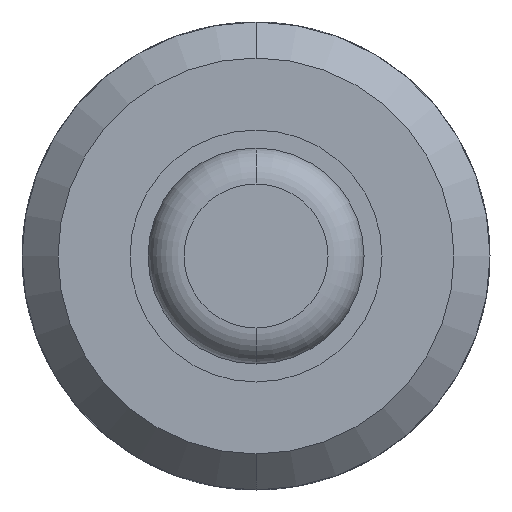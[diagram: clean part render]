
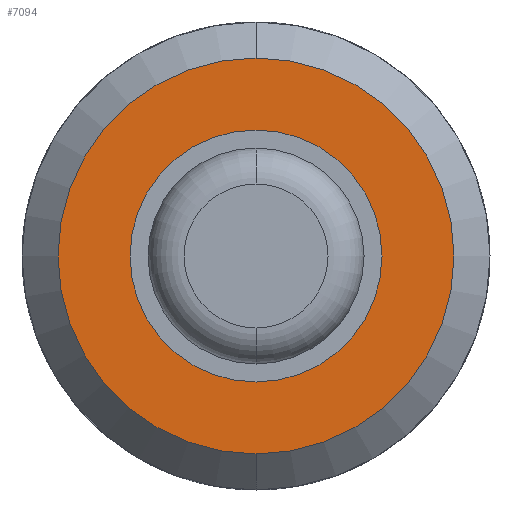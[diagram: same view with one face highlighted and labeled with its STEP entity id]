
A CAD part, front view. The second image highlights one B-rep face of the part: STEP entity #7094.
In plain terms, the highlighted planar face has unit normal (0, -1, 0).
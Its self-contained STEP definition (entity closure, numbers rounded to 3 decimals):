
#89 = VERTEX_POINT ( 'NONE', #9688 ) ;
#96 = DIRECTION ( 'NONE',  ( 0., -1., 0. ) ) ;
#181 = FACE_BOUND ( 'NONE', #4302, .T. ) ;
#263 = DIRECTION ( 'NONE',  ( 0., 0., -1. ) ) ;
#615 = AXIS2_PLACEMENT_3D ( 'NONE', #5140, #96, #10277 ) ;
#634 = AXIS2_PLACEMENT_3D ( 'NONE', #3742, #6145, #263 ) ;
#735 = EDGE_CURVE ( 'Defeature ausgef�hrt1_143+Defeature ausgef�hrt1_144+Defeature ausgef�hrt1_144+Defeature ausgef�hrt1_144', #5041, #89, #843, .T. ) ;
#788 = ORIENTED_EDGE ( 'NONE', *, *, #8335, .T. ) ;
#843 = CIRCLE ( 'NONE', #7904, 0.9 ) ;
#958 = EDGE_CURVE ( 'Defeature ausgef�hrt1_143+Defeature ausgef�hrt1_146+Defeature ausgef�hrt1_146+Defeature ausgef�hrt1_146', #8852, #1887, #7365, .T. ) ;
#1581 = AXIS2_PLACEMENT_3D ( 'NONE', #5618, #9803, #9728 ) ;
#1887 = VERTEX_POINT ( 'NONE', #8758 ) ;
#2228 = ORIENTED_EDGE ( 'NONE', *, *, #958, .T. ) ;
#2970 = CARTESIAN_POINT ( 'NONE',  ( 0., 25.3, 0. ) ) ;
#3222 = EDGE_CURVE ( 'Defeature ausgef�hrt1_143+Defeature ausgef�hrt1_146+Defeature ausgef�hrt1_146+Defeature ausgef�hrt1_146', #1887, #8852, #6093, .T. ) ;
#3742 = CARTESIAN_POINT ( 'NONE',  ( 0., 25.3, 0. ) ) ;
#4233 = FACE_OUTER_BOUND ( 'NONE', #8522, .T. ) ;
#4302 = EDGE_LOOP ( 'NONE', ( #8655, #788 ) ) ;
#4736 = PLANE ( 'NONE',  #7587 ) ;
#4771 = DIRECTION ( 'NONE',  ( 0., 0., -1. ) ) ;
#5041 = VERTEX_POINT ( 'NONE', #8412 ) ;
#5140 = CARTESIAN_POINT ( 'NONE',  ( 0., 25.3, 0. ) ) ;
#5618 = CARTESIAN_POINT ( 'NONE',  ( 0., 25.3, 0. ) ) ;
#5951 = DIRECTION ( 'NONE',  ( 0., 1., 0. ) ) ;
#6093 = CIRCLE ( 'NONE', #634, 2.75 ) ;
#6145 = DIRECTION ( 'NONE',  ( 0., -1., 0. ) ) ;
#6302 = CARTESIAN_POINT ( 'NONE',  ( 0., 25.3, 2.75 ) ) ;
#6488 = DIRECTION ( 'NONE',  ( 0., -1., 0. ) ) ;
#7094 = ADVANCED_FACE ( 'Defeature ausgef�hrt1_143', ( #4233, #181 ), #4736, .T. ) ;
#7365 = CIRCLE ( 'NONE', #615, 2.75 ) ;
#7415 = DIRECTION ( 'NONE',  ( 0., 0., 1. ) ) ;
#7587 = AXIS2_PLACEMENT_3D ( 'NONE', #10661, #6488, #4771 ) ;
#7904 = AXIS2_PLACEMENT_3D ( 'NONE', #2970, #5951, #7415 ) ;
#8335 = EDGE_CURVE ( 'Defeature ausgef�hrt1_143+Defeature ausgef�hrt1_144+Defeature ausgef�hrt1_144+Defeature ausgef�hrt1_144', #89, #5041, #10510, .T. ) ;
#8412 = CARTESIAN_POINT ( 'NONE',  ( 0., 25.3, 0.9 ) ) ;
#8522 = EDGE_LOOP ( 'NONE', ( #2228, #9745 ) ) ;
#8655 = ORIENTED_EDGE ( 'NONE', *, *, #735, .T. ) ;
#8758 = CARTESIAN_POINT ( 'NONE',  ( 0., 25.3, -2.75 ) ) ;
#8852 = VERTEX_POINT ( 'NONE', #6302 ) ;
#9688 = CARTESIAN_POINT ( 'NONE',  ( 0., 25.3, -0.9 ) ) ;
#9728 = DIRECTION ( 'NONE',  ( 0., 0., 1. ) ) ;
#9745 = ORIENTED_EDGE ( 'NONE', *, *, #3222, .T. ) ;
#9803 = DIRECTION ( 'NONE',  ( 0., 1., 0. ) ) ;
#10277 = DIRECTION ( 'NONE',  ( 0., 0., -1. ) ) ;
#10510 = CIRCLE ( 'NONE', #1581, 0.9 ) ;
#10661 = CARTESIAN_POINT ( 'NONE',  ( -3.25, 25.3, 0. ) ) ;
